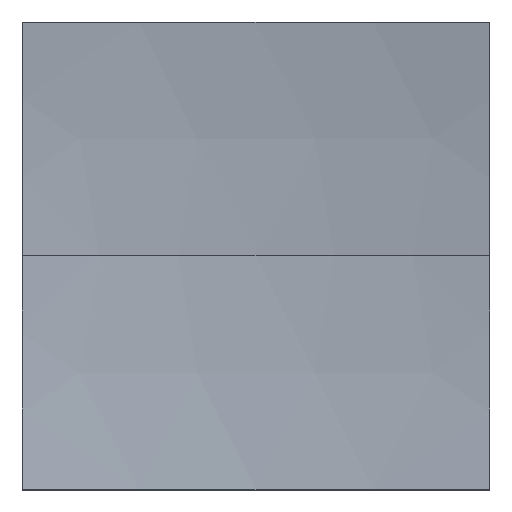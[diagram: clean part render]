
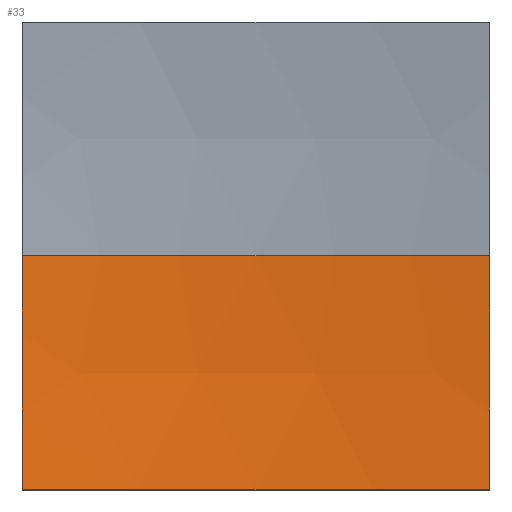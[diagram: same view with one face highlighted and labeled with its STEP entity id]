
A CAD part, top view. The second image highlights one B-rep face of the part: STEP entity #33.
In plain terms, the highlighted spherical face has radius 50 mm.
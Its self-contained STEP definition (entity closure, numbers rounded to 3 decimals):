
#8 = ORIENTED_EDGE ( 'NONE', *, *, #209, .T. ) ;
#17 = CARTESIAN_POINT ( 'NONE',  ( 6.25, -6.25, 3.787 ) ) ;
#26 = DIRECTION ( 'NONE',  ( -1., 0., 0. ) ) ;
#27 = VERTEX_POINT ( 'NONE', #149 ) ;
#28 = CARTESIAN_POINT ( 'NONE',  ( -6.25, -6.25, 3.787 ) ) ;
#29 = AXIS2_PLACEMENT_3D ( 'NONE', #235, #234, #41 ) ;
#33 = ADVANCED_FACE ( 'NONE', ( #232 ), #129, .F. ) ;
#41 = DIRECTION ( 'NONE',  ( 1., 0., 0. ) ) ;
#43 = ORIENTED_EDGE ( 'NONE', *, *, #214, .T. ) ;
#47 = DIRECTION ( 'NONE',  ( 0., 0., -1. ) ) ;
#61 = CIRCLE ( 'NONE', #98, 50. ) ;
#63 = CARTESIAN_POINT ( 'NONE',  ( 6.25, 0., 53. ) ) ;
#68 = CIRCLE ( 'NONE', #101, 49.608 ) ;
#69 = ORIENTED_EDGE ( 'NONE', *, *, #153, .F. ) ;
#71 = CIRCLE ( 'NONE', #225, 49.608 ) ;
#74 = VERTEX_POINT ( 'NONE', #178 ) ;
#83 = DIRECTION ( 'NONE',  ( 0., 0., -1. ) ) ;
#93 = VERTEX_POINT ( 'NONE', #17 ) ;
#98 = AXIS2_PLACEMENT_3D ( 'NONE', #122, #184, #200 ) ;
#101 = AXIS2_PLACEMENT_3D ( 'NONE', #216, #118, #177 ) ;
#102 = DIRECTION ( 'NONE',  ( 0., 1., 0. ) ) ;
#105 = CARTESIAN_POINT ( 'NONE',  ( 6.25, 0., 3.392 ) ) ;
#108 = EDGE_LOOP ( 'NONE', ( #69, #43, #243, #204, #8 ) ) ;
#110 = AXIS2_PLACEMENT_3D ( 'NONE', #139, #198, #47 ) ;
#117 = EDGE_CURVE ( 'NONE', #93, #148, #68, .T. ) ;
#118 = DIRECTION ( 'NONE',  ( 0., 1., 0. ) ) ;
#122 = CARTESIAN_POINT ( 'NONE',  ( 0., 0., 53. ) ) ;
#125 = EDGE_CURVE ( 'NONE', #148, #27, #221, .T. ) ;
#129 = SPHERICAL_SURFACE ( 'NONE', #29, 50. ) ;
#139 = CARTESIAN_POINT ( 'NONE',  ( -6.25, 0., 53. ) ) ;
#148 = VERTEX_POINT ( 'NONE', #28 ) ;
#149 = CARTESIAN_POINT ( 'NONE',  ( -6.25, 0., 3.392 ) ) ;
#153 = EDGE_CURVE ( 'NONE', #74, #201, #61, .T. ) ;
#177 = DIRECTION ( 'NONE',  ( 0., 0., 1. ) ) ;
#178 = CARTESIAN_POINT ( 'NONE',  ( 0., 0., 3. ) ) ;
#179 = DIRECTION ( 'NONE',  ( 1., 0., 0. ) ) ;
#184 = DIRECTION ( 'NONE',  ( 0., -1., 0. ) ) ;
#186 = CARTESIAN_POINT ( 'NONE',  ( 0., 0., 53. ) ) ;
#192 = CIRCLE ( 'NONE', #217, 50. ) ;
#198 = DIRECTION ( 'NONE',  ( 1., 0., 0. ) ) ;
#200 = DIRECTION ( 'NONE',  ( 0., 0., -1. ) ) ;
#201 = VERTEX_POINT ( 'NONE', #105 ) ;
#204 = ORIENTED_EDGE ( 'NONE', *, *, #117, .F. ) ;
#209 = EDGE_CURVE ( 'NONE', #93, #201, #71, .T. ) ;
#214 = EDGE_CURVE ( 'NONE', #74, #27, #192, .T. ) ;
#216 = CARTESIAN_POINT ( 'NONE',  ( 0., -6.25, 53. ) ) ;
#217 = AXIS2_PLACEMENT_3D ( 'NONE', #186, #102, #26 ) ;
#221 = CIRCLE ( 'NONE', #110, 49.608 ) ;
#225 = AXIS2_PLACEMENT_3D ( 'NONE', #63, #179, #83 ) ;
#232 = FACE_OUTER_BOUND ( 'NONE', #108, .T. ) ;
#234 = DIRECTION ( 'NONE',  ( 0., 1., 0. ) ) ;
#235 = CARTESIAN_POINT ( 'NONE',  ( 0., 0., 53. ) ) ;
#243 = ORIENTED_EDGE ( 'NONE', *, *, #125, .F. ) ;
